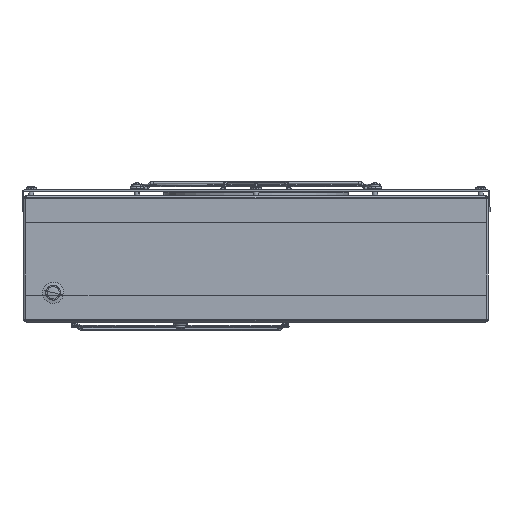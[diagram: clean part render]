
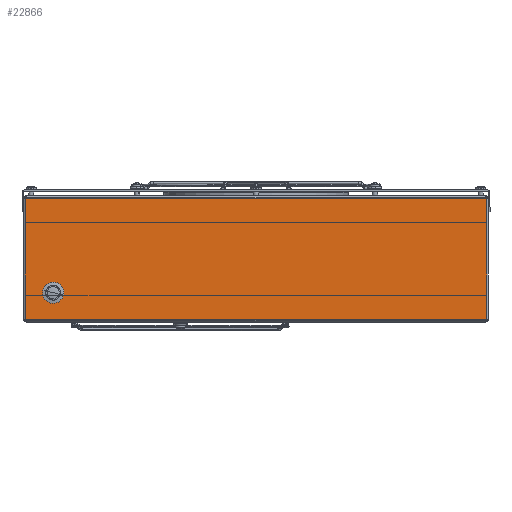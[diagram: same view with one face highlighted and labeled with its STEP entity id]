
A CAD part, front view. The second image highlights one B-rep face of the part: STEP entity #22866.
In plain terms, the highlighted planar face has unit normal (0, -1, 0).
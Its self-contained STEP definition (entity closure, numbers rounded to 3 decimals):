
#857 = VERTEX_POINT ( 'NONE', #9552 ) ;
#1178 = EDGE_LOOP ( 'NONE', ( #4858, #14847, #28138, #20563 ) ) ;
#1591 = CARTESIAN_POINT ( 'NONE',  ( -138., -390., 14. ) ) ;
#3198 = AXIS2_PLACEMENT_3D ( 'NONE', #31810, #21180, #4829 ) ;
#3950 = CARTESIAN_POINT ( 'NONE',  ( 156.929, -390., 83. ) ) ;
#4536 = PLANE ( 'NONE',  #23119 ) ;
#4829 = DIRECTION ( 'NONE',  ( 0., 0., -1. ) ) ;
#4858 = ORIENTED_EDGE ( 'NONE', *, *, #12588, .T. ) ;
#7652 = CIRCLE ( 'NONE', #14238, 5. ) ;
#9112 = DIRECTION ( 'NONE',  ( 0., 0., 1. ) ) ;
#9222 = CARTESIAN_POINT ( 'NONE',  ( -156.929, -390., 0. ) ) ;
#9552 = CARTESIAN_POINT ( 'NONE',  ( 156.929, -390., 1. ) ) ;
#9649 = LINE ( 'NONE', #15824, #10535 ) ;
#9771 = EDGE_CURVE ( 'NONE', #19362, #12917, #7652, .T. ) ;
#10023 = CARTESIAN_POINT ( 'NONE',  ( 0., -390., 0. ) ) ;
#10296 = LINE ( 'NONE', #9222, #16630 ) ;
#10535 = VECTOR ( 'NONE', #11216, 1000. ) ;
#11216 = DIRECTION ( 'NONE',  ( -1., 0., 0. ) ) ;
#12588 = EDGE_CURVE ( 'NONE', #32504, #25109, #9649, .T. ) ;
#12917 = VERTEX_POINT ( 'NONE', #1591 ) ;
#13064 = EDGE_CURVE ( 'NONE', #857, #32504, #24843, .T. ) ;
#13165 = CIRCLE ( 'NONE', #3198, 5. ) ;
#14238 = AXIS2_PLACEMENT_3D ( 'NONE', #33524, #14966, #31381 ) ;
#14847 = ORIENTED_EDGE ( 'NONE', *, *, #25726, .F. ) ;
#14941 = VECTOR ( 'NONE', #23406, 1000. ) ;
#14966 = DIRECTION ( 'NONE',  ( 0., -1., 0. ) ) ;
#15698 = DIRECTION ( 'NONE',  ( 0., 0., 1. ) ) ;
#15824 = CARTESIAN_POINT ( 'NONE',  ( 156.929, -390., 83. ) ) ;
#16344 = EDGE_LOOP ( 'NONE', ( #19137, #20011 ) ) ;
#16410 = DIRECTION ( 'NONE',  ( 0., 1., 0. ) ) ;
#16630 = VECTOR ( 'NONE', #9112, 1000. ) ;
#19137 = ORIENTED_EDGE ( 'NONE', *, *, #34453, .F. ) ;
#19362 = VERTEX_POINT ( 'NONE', #23611 ) ;
#20011 = ORIENTED_EDGE ( 'NONE', *, *, #9771, .F. ) ;
#20563 = ORIENTED_EDGE ( 'NONE', *, *, #13064, .T. ) ;
#20910 = CARTESIAN_POINT ( 'NONE',  ( 156.929, -390., 0. ) ) ;
#21180 = DIRECTION ( 'NONE',  ( 0., -1., 0. ) ) ;
#21746 = VERTEX_POINT ( 'NONE', #33438 ) ;
#22866 = ADVANCED_FACE ( 'NONE', ( #34022, #25993 ), #4536, .F. ) ;
#23119 = AXIS2_PLACEMENT_3D ( 'NONE', #10023, #16410, #15698 ) ;
#23406 = DIRECTION ( 'NONE',  ( -1., 0., 0. ) ) ;
#23611 = CARTESIAN_POINT ( 'NONE',  ( -138., -390., 24. ) ) ;
#23791 = EDGE_CURVE ( 'NONE', #857, #21746, #34848, .T. ) ;
#24843 = LINE ( 'NONE', #20910, #25706 ) ;
#25109 = VERTEX_POINT ( 'NONE', #32907 ) ;
#25706 = VECTOR ( 'NONE', #34884, 1000. ) ;
#25726 = EDGE_CURVE ( 'NONE', #21746, #25109, #10296, .T. ) ;
#25993 = FACE_OUTER_BOUND ( 'NONE', #1178, .T. ) ;
#28138 = ORIENTED_EDGE ( 'NONE', *, *, #23791, .F. ) ;
#31381 = DIRECTION ( 'NONE',  ( 0., 0., -1. ) ) ;
#31810 = CARTESIAN_POINT ( 'NONE',  ( -138., -390., 19. ) ) ;
#32504 = VERTEX_POINT ( 'NONE', #3950 ) ;
#32907 = CARTESIAN_POINT ( 'NONE',  ( -156.929, -390., 83. ) ) ;
#33438 = CARTESIAN_POINT ( 'NONE',  ( -156.929, -390., 1. ) ) ;
#33524 = CARTESIAN_POINT ( 'NONE',  ( -138., -390., 19. ) ) ;
#34022 = FACE_BOUND ( 'NONE', #16344, .T. ) ;
#34433 = CARTESIAN_POINT ( 'NONE',  ( -158., -390., 1. ) ) ;
#34453 = EDGE_CURVE ( 'NONE', #12917, #19362, #13165, .T. ) ;
#34848 = LINE ( 'NONE', #34433, #14941 ) ;
#34884 = DIRECTION ( 'NONE',  ( 0., 0., 1. ) ) ;
